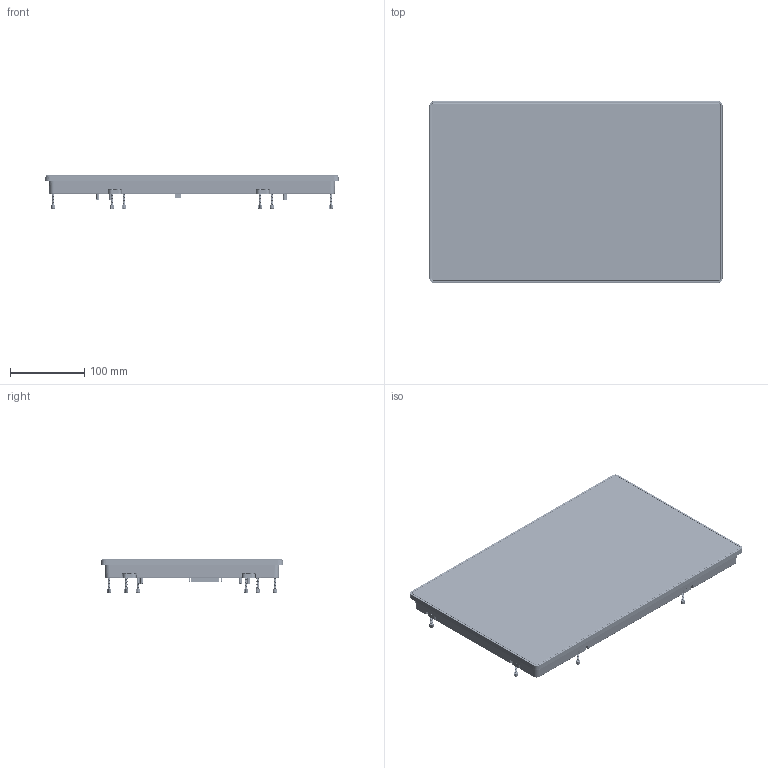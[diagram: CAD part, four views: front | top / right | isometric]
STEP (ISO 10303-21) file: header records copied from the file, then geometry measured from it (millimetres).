
FILE_DESCRIPTION (( 'STEP AP203' ), '1' );
FILE_NAME ('FPM-S15W.STEP', '2024-09-10T05:11:51', ( '' ), ( '' ), 'SwSTEP 2.0', 'SolidWorks 2022', '' );
FILE_SCHEMA (( 'CONFIG_CONTROL_DESIGN' ));
Length unit declared in the file: millimetre
Products named in the file (1): FPM-S15W
Bounding box: 395.7 x 245.1 x 44.83 mm (x, y, z)
Volume: 2300489.4 mm3; surface area: 261207.6 mm2
Topology: 2 solids, 30 shells, 3790 faces, 10363 edges, 6865 vertices
Faces by surface type: plane 1792, cylinder 1578, cone 163, bspline 129, torus 128
Full cylindrical faces by diameter (mm): 2.4 x4, 2.459 x9, 2.5 x4, 3 x5, 3.242 x8, 3.709 x4, 4 x4, 5 x4, 5.5 x12, 5.6 x8, 5.8 x8, 6 x8, 7.2 x8, 7.5 x8
Entity records: 202732 total; most frequent: CARTESIAN_POINT 114888, ORIENTED_EDGE 20158, DIRECTION 15868, EDGE_CURVE 10079, VERTEX_POINT 6778, AXIS2_PLACEMENT_3D 5590, LINE 4688, VECTOR 4688
